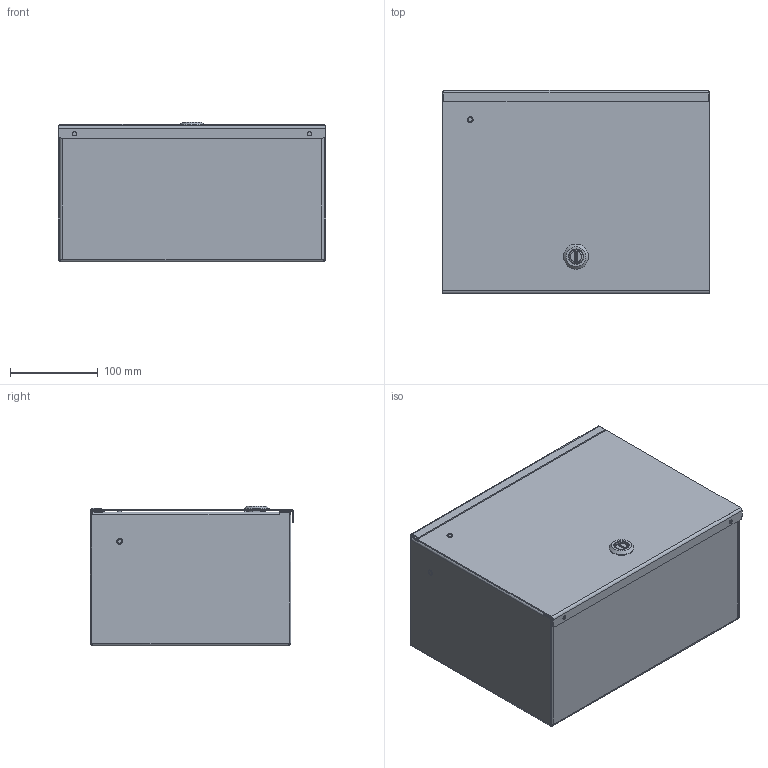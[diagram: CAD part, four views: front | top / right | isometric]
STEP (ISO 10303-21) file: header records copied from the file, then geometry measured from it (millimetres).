
FILE_DESCRIPTION (( 'STEP AP203' ), '1' );
FILE_NAME ('SCE-L9N126LP.step', '2021-02-09T22:28:48', ( 'ADC123' ), ( 'Microsoft' ), 'SwSTEP 2.0', 'SolidWorks 2019', '' );
FILE_SCHEMA (( 'CONFIG_CONTROL_DESIGN' ));
Products named in the file (1): SCE-L9N126LP
Bounding box: 304.9 x 231.71 x 159.54 mm (x, y, z)
Volume: 598365.4 mm3; surface area: 764985 mm2
Topology: 19 solids, 19 shells, 1169 faces, 3177 edges, 1990 vertices
Faces by surface type: plane 502, cylinder 479, bspline 173, cone 15
Full cylindrical faces by diameter (mm): 4.775 x6, 4.905 x2, 6.299 x4, 6.35 x4, 6.502 x2, 7.137 x4, 8.661 x4, 8.715 x4, 11.176 x1, 12.497 x4, 12.7 x4, 15.748 x1, 16.129 x1, 28.575 x2
Entity records: 42700 total; most frequent: CARTESIAN_POINT 14485, ORIENTED_EDGE 5978, DIRECTION 5658, EDGE_CURVE 2989, AXIS2_PLACEMENT_3D 2013, VERTEX_POINT 1960, LINE 1632, VECTOR 1632
